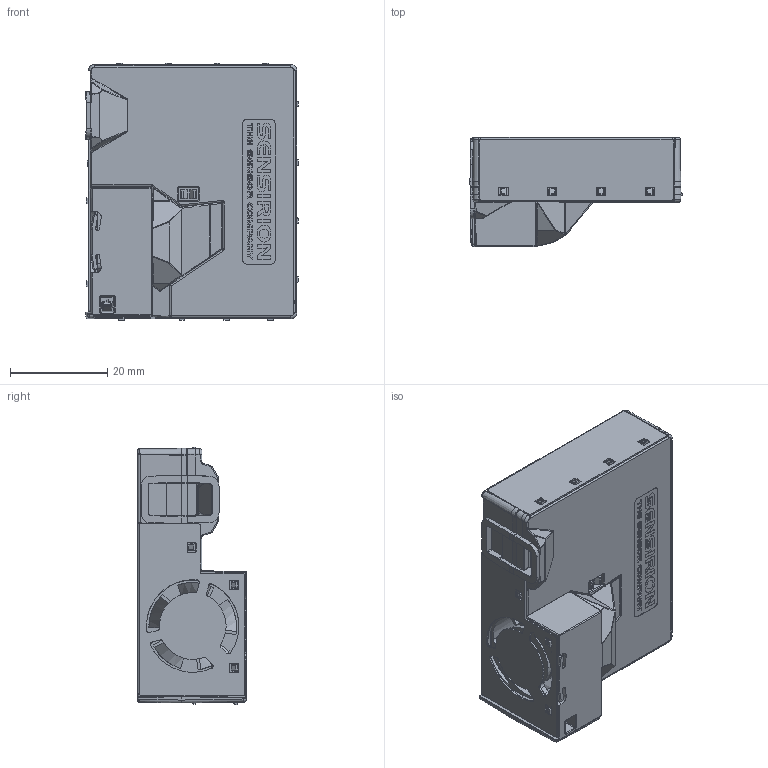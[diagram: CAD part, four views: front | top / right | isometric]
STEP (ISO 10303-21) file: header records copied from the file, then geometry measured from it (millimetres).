
FILE_DESCRIPTION(('HOOPS Exchange Step'),'2;1');
FILE_NAME('temp_export','2023-07-24T17:22:43+08:00',('30abd'),('Shapr3D Limited'),'HOOPS Exchange 2022.2','Shapr3D','Authorized');
FILE_SCHEMA( ('AUTOMOTIVE_DESIGN { 1 0 10303 214 1 1 1 1 }') );
Length unit declared in the file: millimetre
Products named in the file (2): Sensirion_STEP_SEN5x.STEP; root
Assembly tree (1 placements, depth 2):
  root
    Sensirion_STEP_SEN5x.STEP
Bounding box: 43.56 x 22.3 x 52.95 mm (x, y, z)
Volume: 30714.5 mm3; surface area: 20129.3 mm2
Topology: 2 solids, 2 shells, 2515 faces, 6642 edges, 4115 vertices
Faces by surface type: plane 1392, cylinder 707, bspline 301, sphere 90, cone 15, torus 10
Full cylindrical faces by diameter (mm): 2.5 x3, 5 x1, 19 x1
Entity records: 84301 total; most frequent: CARTESIAN_POINT 24022, ORIENTED_EDGE 13176, DIRECTION 11439, EDGE_CURVE 6588, VECTOR 4483, LINE 4483, VERTEX_POINT 4113, AXIS2_PLACEMENT_3D 3478
